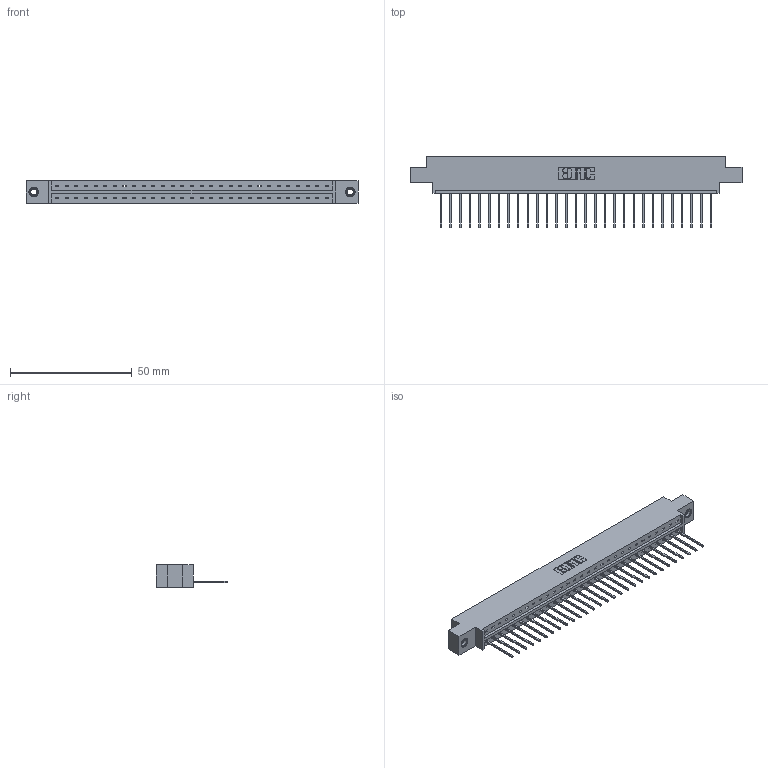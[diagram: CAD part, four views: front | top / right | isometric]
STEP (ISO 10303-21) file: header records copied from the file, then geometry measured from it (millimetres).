
FILE_DESCRIPTION (( 'STEP AP203' ), '1' );
FILE_NAME ('833-029-540-607.STEP', '2020-06-02T11:00:15', ( '' ), ( '' ), 'SwSTEP 2.0', 'SolidWorks 2020', '' );
FILE_SCHEMA (( 'CONFIG_CONTROL_DESIGN' ));
Length unit declared in the file: inch
Products named in the file (4): 833-029-540-607; 345-250-001_345-250-005-103; 833 Part_Offset - .156 Dia - TI; 345-292-001_345-293-140
Assembly tree (32 placements, depth 2):
  833-029-540-607
    833 Part_Offset - .156 Dia - TI
    345-292-001_345-293-140  x29
    345-250-001_345-250-005-103  x2
Bounding box: 136.45 x 29.47 x 9.4 mm (x, y, z)
Volume: 13416.8 mm3; surface area: 14960.3 mm2
Topology: 32 solids, 32 shells, 1860 faces, 5563 edges, 3662 vertices
Faces by surface type: plane 1324, cylinder 520, cone 12, torus 4
Entity records: 20746 total; most frequent: CARTESIAN_POINT 3564, ORIENTED_EDGE 3522, DIRECTION 3065, EDGE_CURVE 1761, VECTOR 1613, LINE 1613, VERTEX_POINT 1168, AXIS2_PLACEMENT_3D 726
